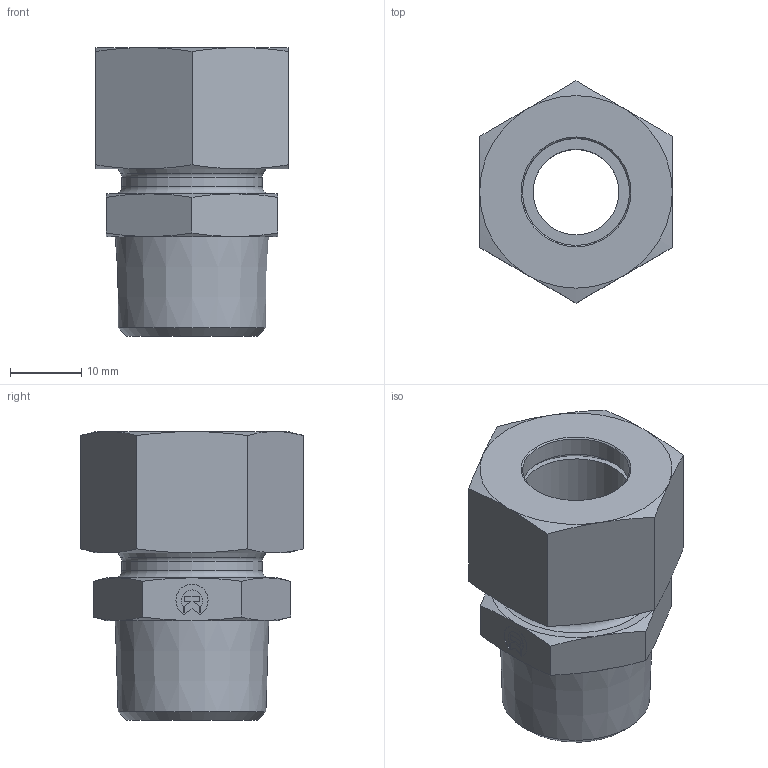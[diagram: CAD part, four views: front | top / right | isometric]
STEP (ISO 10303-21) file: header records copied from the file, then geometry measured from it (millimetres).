
FILE_DESCRIPTION((''),'2;1');
FILE_NAME('04001154822.stp','2014-09-18T09:52:32',(''),('KNOMI spol. s r. o.'),'Autodesk Inventor 2012','Autodesk Inventor 2012','');
FILE_SCHEMA(('AUTOMOTIVE_DESIGN { 1 2 10303 214 0 1 1 1 }'));
Length unit declared in the file: millimetre
Products named in the file (4): PHCR2K 15LRkuž R1/2/M22; 03001 15 4822; 40115; 3911522
Assembly tree (3 placements, depth 2):
  PHCR2K 15LRkuž R1/2/M22
    03001 15 4822
    40115
    3911522
Bounding box: 27 x 31.18 x 40.5 mm (x, y, z)
Volume: 14477.1 mm3; surface area: 8704.4 mm2
Topology: 3 solids, 3 shells, 104 faces, 238 edges, 147 vertices
Faces by surface type: plane 51, cone 37, cylinder 13, torus 3
Full cylindrical faces by diameter (mm): 12 x1, 15 x3, 17.3 x1, 19.7 x1, 20 x1, 20.376 x1, 22 x1
Entity records: 2885 total; most frequent: CARTESIAN_POINT 553, DIRECTION 444, ORIENTED_EDGE 412, EDGE_CURVE 206, AXIS2_PLACEMENT_3D 175, EDGE_LOOP 142, VERTEX_POINT 140, STYLED_ITEM 105
